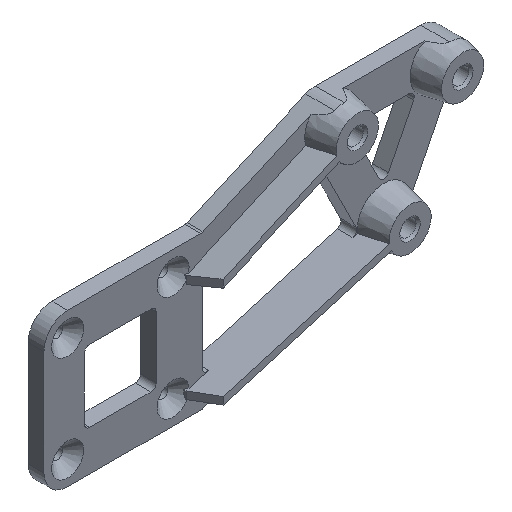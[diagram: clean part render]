
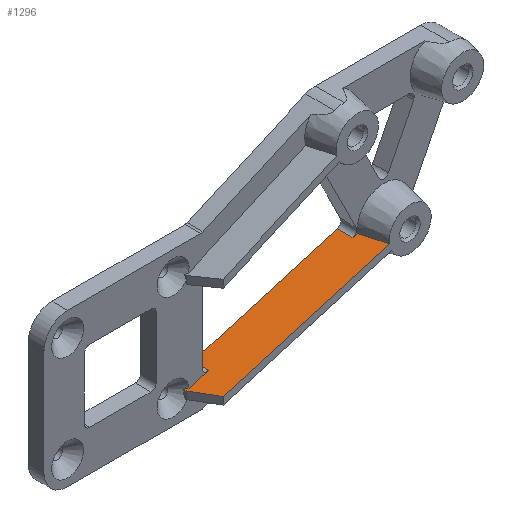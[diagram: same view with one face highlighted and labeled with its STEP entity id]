
A CAD part, isometric view. The second image highlights one B-rep face of the part: STEP entity #1296.
In plain terms, the highlighted planar face has unit normal (-0.284, 0, 0.959).
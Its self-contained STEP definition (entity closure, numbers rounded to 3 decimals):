
#147=(
BOUNDED_CURVE()
B_SPLINE_CURVE(2,(#1960,#1961,#1962),.UNSPECIFIED.,.F.,.F.)
B_SPLINE_CURVE_WITH_KNOTS((3,3),(0.,0.542),.UNSPECIFIED.)
CURVE()
GEOMETRIC_REPRESENTATION_ITEM()
RATIONAL_B_SPLINE_CURVE((1.,1.01,1.006))
REPRESENTATION_ITEM('')
);
#148=(
BOUNDED_CURVE()
B_SPLINE_CURVE(2,(#1973,#1974,#1975),.UNSPECIFIED.,.F.,.F.)
B_SPLINE_CURVE_WITH_KNOTS((3,3),(0.119,0.162),
 .UNSPECIFIED.)
CURVE()
GEOMETRIC_REPRESENTATION_ITEM()
RATIONAL_B_SPLINE_CURVE((2.069,2.249,2.419))
REPRESENTATION_ITEM('')
);
#164=FACE_OUTER_BOUND('',#233,.T.);
#233=EDGE_LOOP('',(#884,#885,#886,#887,#888,#889,#890,#891,#892,#893));
#324=LINE('',#1946,#434);
#326=LINE('',#1950,#436);
#328=LINE('',#1958,#438);
#329=LINE('',#1964,#439);
#330=LINE('',#1966,#440);
#331=LINE('',#1968,#441);
#332=LINE('',#1970,#442);
#333=LINE('',#1972,#443);
#434=VECTOR('',#1535,10.);
#436=VECTOR('',#1539,10.);
#438=VECTOR('',#1543,10.);
#439=VECTOR('',#1544,10.);
#440=VECTOR('',#1545,10.);
#441=VECTOR('',#1546,10.);
#442=VECTOR('',#1547,10.);
#443=VECTOR('',#1548,10.);
#545=VERTEX_POINT('',#1943);
#546=VERTEX_POINT('',#1945);
#547=VERTEX_POINT('',#1949);
#549=VERTEX_POINT('',#1957);
#550=VERTEX_POINT('',#1959);
#551=VERTEX_POINT('',#1963);
#552=VERTEX_POINT('',#1965);
#553=VERTEX_POINT('',#1967);
#554=VERTEX_POINT('',#1969);
#555=VERTEX_POINT('',#1971);
#676=EDGE_CURVE('',#545,#546,#324,.T.);
#678=EDGE_CURVE('',#547,#546,#326,.F.);
#681=EDGE_CURVE('',#549,#545,#328,.T.);
#682=EDGE_CURVE('',#549,#550,#147,.T.);
#683=EDGE_CURVE('',#551,#550,#329,.T.);
#684=EDGE_CURVE('',#552,#551,#330,.T.);
#685=EDGE_CURVE('',#553,#552,#331,.T.);
#686=EDGE_CURVE('',#554,#553,#332,.T.);
#687=EDGE_CURVE('',#555,#554,#333,.T.);
#688=EDGE_CURVE('',#555,#547,#148,.T.);
#884=ORIENTED_EDGE('',*,*,#676,.F.);
#885=ORIENTED_EDGE('',*,*,#681,.F.);
#886=ORIENTED_EDGE('',*,*,#682,.T.);
#887=ORIENTED_EDGE('',*,*,#683,.F.);
#888=ORIENTED_EDGE('',*,*,#684,.F.);
#889=ORIENTED_EDGE('',*,*,#685,.F.);
#890=ORIENTED_EDGE('',*,*,#686,.F.);
#891=ORIENTED_EDGE('',*,*,#687,.F.);
#892=ORIENTED_EDGE('',*,*,#688,.T.);
#893=ORIENTED_EDGE('',*,*,#678,.T.);
#1265=PLANE('',#1379);
#1296=ADVANCED_FACE('',(#164),#1265,.T.);
#1379=AXIS2_PLACEMENT_3D('',#1956,#1541,#1542);
#1535=DIRECTION('',(-0.369,0.923,-0.109));
#1539=DIRECTION('',(0.,1.,0.));
#1541=DIRECTION('center_axis',(-0.284,0.,0.959));
#1542=DIRECTION('ref_axis',(0.959,0.,0.284));
#1543=DIRECTION('',(-0.959,0.,-0.284));
#1544=DIRECTION('',(0.959,0.,0.284));
#1545=DIRECTION('',(0.,-1.,0.));
#1546=DIRECTION('',(0.959,0.,0.284));
#1547=DIRECTION('',(0.,1.,0.));
#1548=DIRECTION('',(0.959,0.,0.284));
#1943=CARTESIAN_POINT('',(24.5,-5.,0.601));
#1945=CARTESIAN_POINT('',(22.5,0.,0.009));
#1946=CARTESIAN_POINT('',(23.383,-2.206,0.27));
#1949=CARTESIAN_POINT('',(22.5,0.54,0.009));
#1950=CARTESIAN_POINT('',(22.5,1.5,0.009));
#1956=CARTESIAN_POINT('Origin',(25.5,0.,0.897));
#1957=CARTESIAN_POINT('',(56.028,-5.,9.929));
#1958=CARTESIAN_POINT('',(36.582,-5.,4.175));
#1959=CARTESIAN_POINT('',(55.058,0.,9.642));
#1960=CARTESIAN_POINT('Ctrl Pts',(56.028,-5.,9.929));
#1961=CARTESIAN_POINT('Ctrl Pts',(55.597,-2.784,9.801));
#1962=CARTESIAN_POINT('Ctrl Pts',(55.058,0.,9.642));
#1963=CARTESIAN_POINT('',(54.166,0.,9.378));
#1964=CARTESIAN_POINT('',(47.077,0.,7.281));
#1965=CARTESIAN_POINT('',(54.166,3.,9.378));
#1966=CARTESIAN_POINT('',(54.166,0.,9.378));
#1967=CARTESIAN_POINT('',(26.784,3.,1.277));
#1968=CARTESIAN_POINT('',(25.5,3.,0.897));
#1969=CARTESIAN_POINT('',(26.784,0.,1.277));
#1970=CARTESIAN_POINT('',(26.784,0.,1.277));
#1971=CARTESIAN_POINT('',(23.035,0.,0.168));
#1972=CARTESIAN_POINT('',(47.077,0.,7.281));
#1973=CARTESIAN_POINT('Ctrl Pts',(23.035,0.,
0.168));
#1974=CARTESIAN_POINT('Ctrl Pts',(22.742,0.298,0.081));
#1975=CARTESIAN_POINT('Ctrl Pts',(22.5,0.54,0.009));
